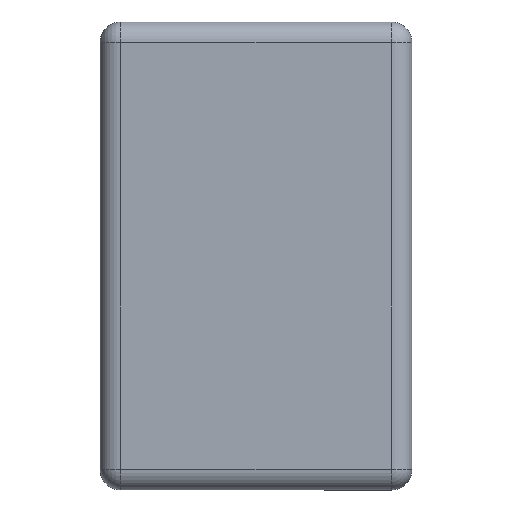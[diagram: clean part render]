
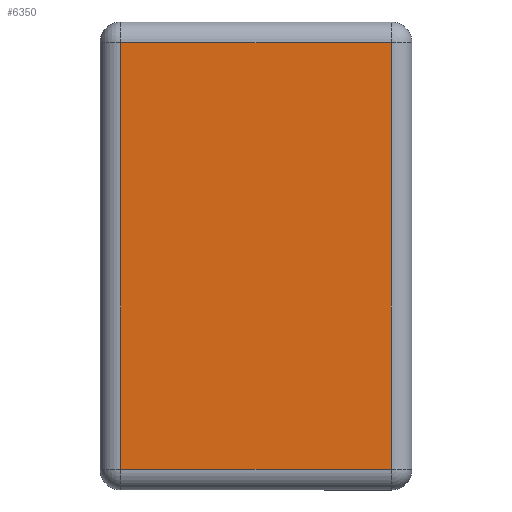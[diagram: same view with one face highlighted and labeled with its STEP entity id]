
A CAD part, top view. The second image highlights one B-rep face of the part: STEP entity #6350.
In plain terms, the highlighted planar face has unit normal (0, 0, 1).
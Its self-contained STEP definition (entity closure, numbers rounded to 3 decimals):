
#496 = VERTEX_POINT ( 'NONE', #1494 ) ;
#839 = VECTOR ( 'NONE', #8782, 1000. ) ;
#870 = DIRECTION ( 'NONE',  ( -1., 0., 0. ) ) ;
#876 = CARTESIAN_POINT ( 'NONE',  ( -13., 20.5, 3. ) ) ;
#1168 = DIRECTION ( 'NONE',  ( 1., 0., 0. ) ) ;
#1494 = CARTESIAN_POINT ( 'NONE',  ( 13., -20.5, 3. ) ) ;
#1498 = VECTOR ( 'NONE', #7359, 1000. ) ;
#1898 = AXIS2_PLACEMENT_3D ( 'NONE', #11287, #6061, #870 ) ;
#1942 = DIRECTION ( 'NONE',  ( 0., 1., 0. ) ) ;
#2058 = EDGE_CURVE ( 'NONE', #7380, #9870, #6912, .T. ) ;
#3600 = ORIENTED_EDGE ( 'NONE', *, *, #2058, .F. ) ;
#4365 = VERTEX_POINT ( 'NONE', #5501 ) ;
#4483 = PLANE ( 'NONE',  #1898 ) ;
#4574 = VECTOR ( 'NONE', #1942, 1000. ) ;
#4830 = EDGE_LOOP ( 'NONE', ( #3600, #8191, #7484, #10581 ) ) ;
#5281 = LINE ( 'NONE', #7107, #9079 ) ;
#5501 = CARTESIAN_POINT ( 'NONE',  ( 13., 20.5, 3. ) ) ;
#6061 = DIRECTION ( 'NONE',  ( 0., 0., -1. ) ) ;
#6254 = CARTESIAN_POINT ( 'NONE',  ( 13., 0., 3. ) ) ;
#6350 = ADVANCED_FACE ( 'NONE', ( #11036 ), #4483, .F. ) ;
#6912 = LINE ( 'NONE', #10674, #4574 ) ;
#7043 = EDGE_CURVE ( 'NONE', #4365, #496, #7629, .T. ) ;
#7107 = CARTESIAN_POINT ( 'NONE',  ( 0., 20.5, 3. ) ) ;
#7186 = EDGE_CURVE ( 'NONE', #496, #7380, #8717, .T. ) ;
#7359 = DIRECTION ( 'NONE',  ( -1., 0., 0. ) ) ;
#7380 = VERTEX_POINT ( 'NONE', #10698 ) ;
#7462 = EDGE_CURVE ( 'NONE', #9870, #4365, #5281, .T. ) ;
#7484 = ORIENTED_EDGE ( 'NONE', *, *, #7043, .F. ) ;
#7629 = LINE ( 'NONE', #6254, #839 ) ;
#8191 = ORIENTED_EDGE ( 'NONE', *, *, #7186, .F. ) ;
#8717 = LINE ( 'NONE', #9802, #1498 ) ;
#8782 = DIRECTION ( 'NONE',  ( 0., -1., 0. ) ) ;
#9079 = VECTOR ( 'NONE', #1168, 1000. ) ;
#9802 = CARTESIAN_POINT ( 'NONE',  ( 0., -20.5, 3. ) ) ;
#9870 = VERTEX_POINT ( 'NONE', #876 ) ;
#10581 = ORIENTED_EDGE ( 'NONE', *, *, #7462, .F. ) ;
#10674 = CARTESIAN_POINT ( 'NONE',  ( -13., 0., 3. ) ) ;
#10698 = CARTESIAN_POINT ( 'NONE',  ( -13., -20.5, 3. ) ) ;
#11036 = FACE_OUTER_BOUND ( 'NONE', #4830, .T. ) ;
#11287 = CARTESIAN_POINT ( 'NONE',  ( 0., 0., 3. ) ) ;
